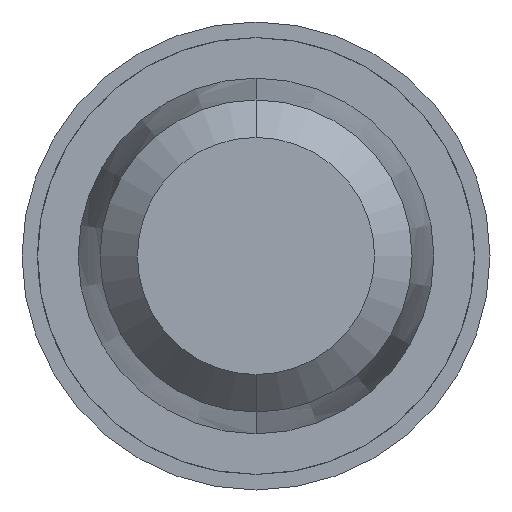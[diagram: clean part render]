
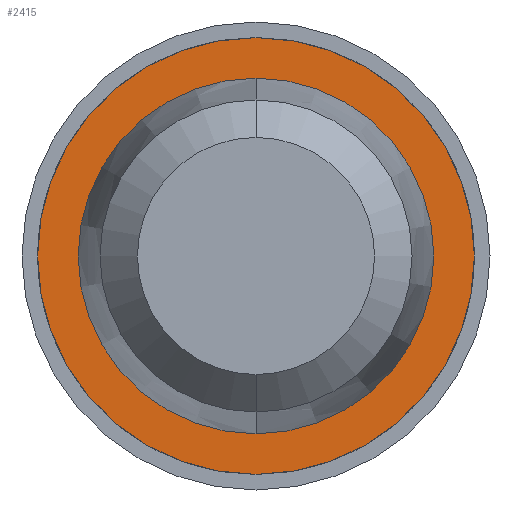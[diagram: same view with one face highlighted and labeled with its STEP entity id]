
A CAD part, front view. The second image highlights one B-rep face of the part: STEP entity #2415.
In plain terms, the highlighted planar face has unit normal (0, -1, 0).
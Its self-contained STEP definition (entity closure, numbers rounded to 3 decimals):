
#147 = AXIS2_PLACEMENT_3D ( 'NONE', #2240, #954, #1936 ) ;
#314 = DIRECTION ( 'NONE',  ( 0., -1., 0. ) ) ;
#404 = EDGE_LOOP ( 'NONE', ( #3299, #1672 ) ) ;
#502 = CARTESIAN_POINT ( 'NONE',  ( 0., 26., 0.57 ) ) ;
#560 = FACE_BOUND ( 'NONE', #404, .T. ) ;
#883 = CARTESIAN_POINT ( 'NONE',  ( 0., 26., 0. ) ) ;
#932 = DIRECTION ( 'NONE',  ( 0., -1., 0. ) ) ;
#954 = DIRECTION ( 'NONE',  ( 0., -1., 0. ) ) ;
#998 = AXIS2_PLACEMENT_3D ( 'NONE', #883, #2864, #3804 ) ;
#1003 = EDGE_CURVE ( 'Defeature ausgef�hrt3_16+Defeature ausgef�hrt3_17+Defeature ausgef�hrt3_17+Defeature ausgef�hrt3_17', #2008, #3218, #3289, .T. ) ;
#1071 = EDGE_LOOP ( 'NONE', ( #3309, #2492 ) ) ;
#1121 = CIRCLE ( 'NONE', #998, 0.7 ) ;
#1357 = EDGE_CURVE ( 'Defeature ausgef�hrt3_15+Defeature ausgef�hrt3_16+Defeature ausgef�hrt3_16+Defeature ausgef�hrt3_16', #2958, #3699, #3586, .T. ) ;
#1672 = ORIENTED_EDGE ( 'NONE', *, *, #4194, .F. ) ;
#1936 = DIRECTION ( 'NONE',  ( 0., 0., -1. ) ) ;
#1947 = DIRECTION ( 'NONE',  ( 0., 0., -1. ) ) ;
#1964 = FACE_OUTER_BOUND ( 'NONE', #1071, .T. ) ;
#2008 = VERTEX_POINT ( 'NONE', #2351 ) ;
#2090 = AXIS2_PLACEMENT_3D ( 'NONE', #3154, #932, #2883 ) ;
#2170 = AXIS2_PLACEMENT_3D ( 'NONE', #2638, #314, #3583 ) ;
#2175 = AXIS2_PLACEMENT_3D ( 'NONE', #3558, #3888, #1947 ) ;
#2203 = CIRCLE ( 'NONE', #2175, 0.57 ) ;
#2240 = CARTESIAN_POINT ( 'NONE',  ( 0.57, 26., 0. ) ) ;
#2351 = CARTESIAN_POINT ( 'NONE',  ( 0., 26., -0.7 ) ) ;
#2415 = ADVANCED_FACE ( 'Defeature ausgef�hrt3_16', ( #1964, #560 ), #2528, .T. ) ;
#2492 = ORIENTED_EDGE ( 'NONE', *, *, #3954, .T. ) ;
#2528 = PLANE ( 'NONE',  #147 ) ;
#2638 = CARTESIAN_POINT ( 'NONE',  ( 0., 26., 0. ) ) ;
#2864 = DIRECTION ( 'NONE',  ( 0., -1., 0. ) ) ;
#2883 = DIRECTION ( 'NONE',  ( 0., 0., -1. ) ) ;
#2958 = VERTEX_POINT ( 'NONE', #502 ) ;
#3154 = CARTESIAN_POINT ( 'NONE',  ( 0., 26., 0. ) ) ;
#3218 = VERTEX_POINT ( 'NONE', #3370 ) ;
#3289 = CIRCLE ( 'NONE', #2090, 0.7 ) ;
#3299 = ORIENTED_EDGE ( 'NONE', *, *, #1357, .F. ) ;
#3309 = ORIENTED_EDGE ( 'NONE', *, *, #1003, .T. ) ;
#3370 = CARTESIAN_POINT ( 'NONE',  ( 0., 26., 0.7 ) ) ;
#3558 = CARTESIAN_POINT ( 'NONE',  ( 0., 26., 0. ) ) ;
#3583 = DIRECTION ( 'NONE',  ( 0., 0., -1. ) ) ;
#3586 = CIRCLE ( 'NONE', #2170, 0.57 ) ;
#3699 = VERTEX_POINT ( 'NONE', #3839 ) ;
#3804 = DIRECTION ( 'NONE',  ( 0., 0., -1. ) ) ;
#3839 = CARTESIAN_POINT ( 'NONE',  ( 0., 26., -0.57 ) ) ;
#3888 = DIRECTION ( 'NONE',  ( 0., -1., 0. ) ) ;
#3954 = EDGE_CURVE ( 'Defeature ausgef�hrt3_16+Defeature ausgef�hrt3_17+Defeature ausgef�hrt3_17+Defeature ausgef�hrt3_17', #3218, #2008, #1121, .T. ) ;
#4194 = EDGE_CURVE ( 'Defeature ausgef�hrt3_15+Defeature ausgef�hrt3_16+Defeature ausgef�hrt3_16+Defeature ausgef�hrt3_16', #3699, #2958, #2203, .T. ) ;
